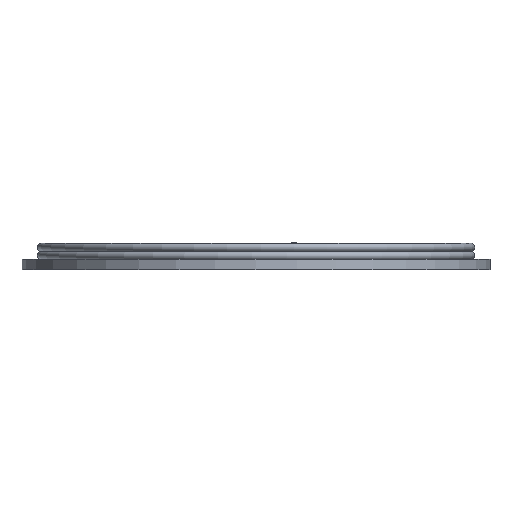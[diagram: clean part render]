
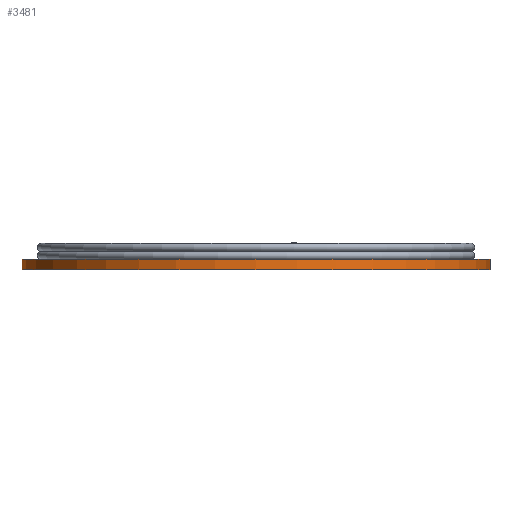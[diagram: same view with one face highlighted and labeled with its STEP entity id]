
A CAD part, left-side view. The second image highlights one B-rep face of the part: STEP entity #3481.
In plain terms, the highlighted cylindrical face has radius 15.5 mm (diameter 31 mm), a full revolution.
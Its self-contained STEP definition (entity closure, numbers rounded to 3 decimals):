
#92=CYLINDRICAL_SURFACE('',#3654,15.5);
#373=CIRCLE('',#3653,15.5);
#374=CIRCLE('',#3655,15.5);
#522=ORIENTED_EDGE('',*,*,#1178,.F.);
#523=ORIENTED_EDGE('',*,*,#1124,.T.);
#1124=EDGE_CURVE('',#1452,#1452,#373,.T.);
#1178=EDGE_CURVE('',#1506,#1506,#374,.T.);
#1452=VERTEX_POINT('',#4562);
#1506=VERTEX_POINT('',#4817);
#1800=EDGE_LOOP('',(#522));
#1801=EDGE_LOOP('',(#523));
#2034=FACE_BOUND('',#1800,.T.);
#2035=FACE_BOUND('',#1801,.T.);
#3481=ADVANCED_FACE('',(#2034,#2035),#92,.T.);
#3653=AXIS2_PLACEMENT_3D('',#4561,#3846,#3847);
#3654=AXIS2_PLACEMENT_3D('',#4815,#3873,#3874);
#3655=AXIS2_PLACEMENT_3D('',#4816,#3875,#3876);
#3846=DIRECTION('',(0.,0.,-1.));
#3847=DIRECTION('',(1.,0.,0.));
#3873=DIRECTION('',(0.,0.,1.));
#3874=DIRECTION('',(1.,0.,0.));
#3875=DIRECTION('',(0.,0.,-1.));
#3876=DIRECTION('',(1.,0.,0.));
#4561=CARTESIAN_POINT('',(0.,0.,0.));
#4562=CARTESIAN_POINT('',(15.5,0.,0.));
#4815=CARTESIAN_POINT('',(0.,0.,-0.7));
#4816=CARTESIAN_POINT('',(0.,0.,-0.7));
#4817=CARTESIAN_POINT('',(15.5,0.,-0.7));
